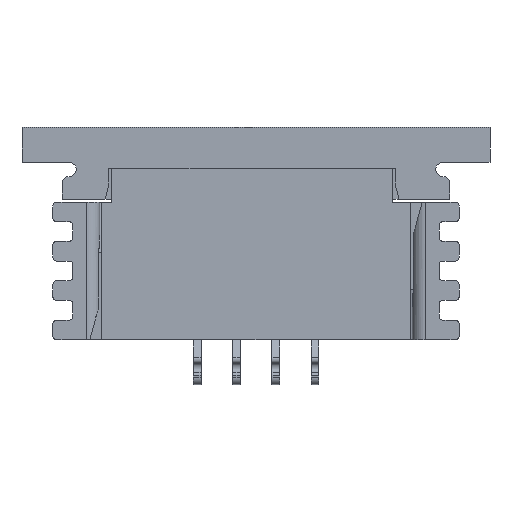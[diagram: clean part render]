
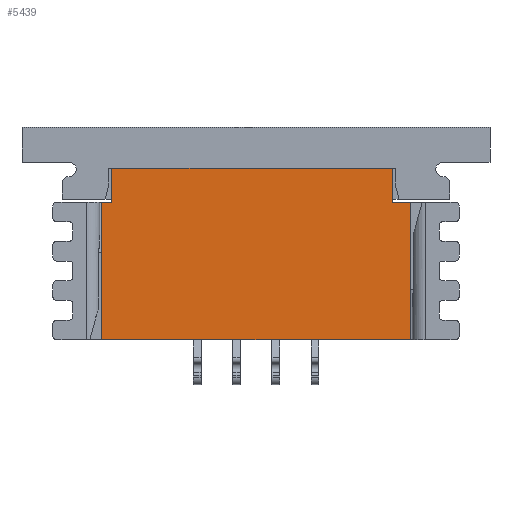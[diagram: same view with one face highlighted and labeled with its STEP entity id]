
A CAD part, front view. The second image highlights one B-rep face of the part: STEP entity #5439.
In plain terms, the highlighted planar face has unit normal (0, -1, 0).
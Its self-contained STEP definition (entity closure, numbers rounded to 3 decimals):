
#2=DIRECTION('',(1.,0.,0.));
#3=VECTOR('',#2,0.26);
#4=CARTESIAN_POINT('',(-3.93,-1.245,-0.87));
#5=LINE('',#4,#3);
#6=DIRECTION('',(1.,0.,0.));
#7=VECTOR('',#6,0.46);
#8=CARTESIAN_POINT('',(3.47,-1.245,-0.87));
#9=LINE('',#8,#7);
#10=DIRECTION('',(0.,0.,1.));
#11=VECTOR('',#10,3.5);
#12=CARTESIAN_POINT('',(3.93,-1.245,-4.37));
#13=LINE('',#12,#11);
#14=DIRECTION('',(-1.,0.,0.));
#15=VECTOR('',#14,7.86);
#16=CARTESIAN_POINT('',(3.93,-1.245,-4.37));
#17=LINE('',#16,#15);
#18=DIRECTION('',(0.,0.,1.));
#19=VECTOR('',#18,3.5);
#20=CARTESIAN_POINT('',(-3.93,-1.245,-4.37));
#21=LINE('',#20,#19);
#2659=DIRECTION('',(0.,0.,1.));
#2660=VECTOR('',#2659,0.87);
#2661=CARTESIAN_POINT('',(3.47,-1.245,-0.87));
#2662=LINE('',#2661,#2660);
#2818=DIRECTION('',(-1.,0.,0.));
#2819=VECTOR('',#2818,7.14);
#2820=CARTESIAN_POINT('',(3.47,-1.245,0.));
#2821=LINE('',#2820,#2819);
#3414=DIRECTION('',(0.,0.,1.));
#3415=VECTOR('',#3414,0.87);
#3416=CARTESIAN_POINT('',(-3.67,-1.245,-0.87));
#3417=LINE('',#3416,#3415);
#4138=CARTESIAN_POINT('',(3.93,-1.245,-4.37));
#4139=CARTESIAN_POINT('',(3.93,-1.245,-0.87));
#4140=VERTEX_POINT('',#4138);
#4141=VERTEX_POINT('',#4139);
#4142=CARTESIAN_POINT('',(-3.93,-1.245,-4.37));
#4143=CARTESIAN_POINT('',(-3.93,-1.245,-0.87));
#4144=VERTEX_POINT('',#4142);
#4145=VERTEX_POINT('',#4143);
#4312=CARTESIAN_POINT('',(3.47,-1.245,-0.87));
#4314=VERTEX_POINT('',#4312);
#4324=CARTESIAN_POINT('',(3.47,-1.245,0.));
#4325=VERTEX_POINT('',#4324);
#4330=CARTESIAN_POINT('',(-3.67,-1.245,-0.87));
#4332=VERTEX_POINT('',#4330);
#4342=CARTESIAN_POINT('',(-3.67,-1.245,0.));
#4343=VERTEX_POINT('',#4342);
#5416=CARTESIAN_POINT('',(0.,-1.245,0.));
#5417=DIRECTION('',(0.,1.,0.));
#5418=DIRECTION('',(1.,0.,0.));
#5419=AXIS2_PLACEMENT_3D('',#5416,#5417,#5418);
#5420=PLANE('',#5419);
#5422=ORIENTED_EDGE('',*,*,#5421,.T.);
#5424=ORIENTED_EDGE('',*,*,#5423,.T.);
#5426=ORIENTED_EDGE('',*,*,#5425,.F.);
#5428=ORIENTED_EDGE('',*,*,#5427,.F.);
#5430=ORIENTED_EDGE('',*,*,#5429,.T.);
#5432=ORIENTED_EDGE('',*,*,#5431,.F.);
#5434=ORIENTED_EDGE('',*,*,#5433,.T.);
#5436=ORIENTED_EDGE('',*,*,#5435,.T.);
#5437=EDGE_LOOP('',(#5422,#5424,#5426,#5428,#5430,#5432,#5434,#5436));
#5438=FACE_OUTER_BOUND('',#5437,.F.);
#5421=EDGE_CURVE('',#4145,#4332,#5,.T.);
#5423=EDGE_CURVE('',#4332,#4343,#3417,.T.);
#5425=EDGE_CURVE('',#4325,#4343,#2821,.T.);
#5427=EDGE_CURVE('',#4314,#4325,#2662,.T.);
#5429=EDGE_CURVE('',#4314,#4141,#9,.T.);
#5431=EDGE_CURVE('',#4140,#4141,#13,.T.);
#5433=EDGE_CURVE('',#4140,#4144,#17,.T.);
#5435=EDGE_CURVE('',#4144,#4145,#21,.T.);
#5439=ADVANCED_FACE('',(#5438),#5420,.F.);
